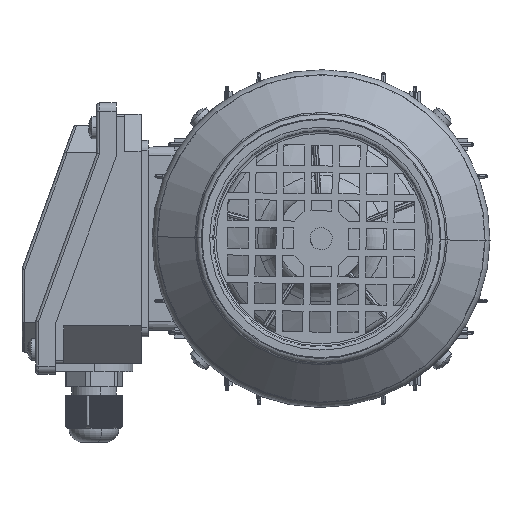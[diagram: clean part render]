
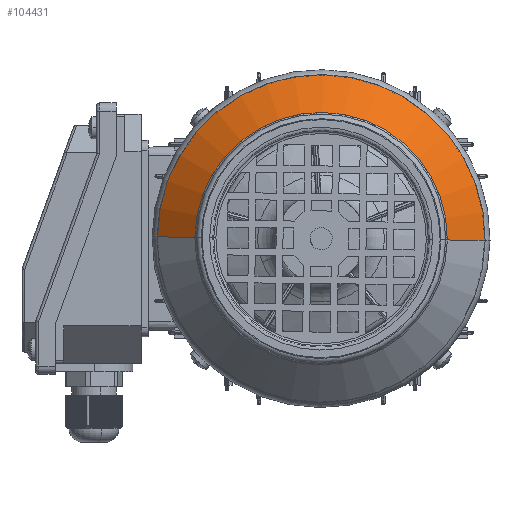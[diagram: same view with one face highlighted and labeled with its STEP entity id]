
A CAD part, left-side view. The second image highlights one B-rep face of the part: STEP entity #104431.
In plain terms, the highlighted conical face has half-angle 45 degrees and reference radius 59.243 mm.
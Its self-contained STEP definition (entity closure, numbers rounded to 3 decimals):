
#275 = VERTEX_POINT ( 'NONE', #97751 ) ;
#2063 = AXIS2_PLACEMENT_3D ( 'NONE', #36510, #24272, #12051 ) ;
#2643 = LINE ( 'NONE', #97562, #20443 ) ;
#3739 = EDGE_CURVE ( 'NONE', #275, #108417, #29791, .T. ) ;
#5383 = DIRECTION ( 'NONE',  ( -0.707, 0., -0.707 ) ) ;
#9019 = EDGE_CURVE ( 'NONE', #34036, #108417, #2643, .T. ) ;
#11161 = CARTESIAN_POINT ( 'NONE',  ( 45.757, 0., 0. ) ) ;
#12051 = DIRECTION ( 'NONE',  ( 0., 0., 1. ) ) ;
#12287 = CARTESIAN_POINT ( 'NONE',  ( 45.757, 0., 59.243 ) ) ;
#17576 = CARTESIAN_POINT ( 'NONE',  ( 45.757, 0., -59.243 ) ) ;
#20443 = VECTOR ( 'NONE', #85369, 1000. ) ;
#20835 = EDGE_CURVE ( 'NONE', #39374, #34036, #68571, .T. ) ;
#24272 = DIRECTION ( 'NONE',  ( -1., 0., 0. ) ) ;
#29791 = CIRCLE ( 'NONE', #31273, 59.243 ) ;
#29830 = LINE ( 'NONE', #17576, #116242 ) ;
#31273 = AXIS2_PLACEMENT_3D ( 'NONE', #11161, #118262, #106092 ) ;
#34036 = VERTEX_POINT ( 'NONE', #68706 ) ;
#34419 = ORIENTED_EDGE ( 'NONE', *, *, #3739, .F. ) ;
#36510 = CARTESIAN_POINT ( 'NONE',  ( 59.414, 0., 0. ) ) ;
#39164 = EDGE_CURVE ( 'NONE', #39374, #275, #29830, .T. ) ;
#39374 = VERTEX_POINT ( 'NONE', #98798 ) ;
#41710 = ORIENTED_EDGE ( 'NONE', *, *, #39164, .F. ) ;
#50510 = AXIS2_PLACEMENT_3D ( 'NONE', #101909, #89717, #77526 ) ;
#68571 = CIRCLE ( 'NONE', #2063, 45.586 ) ;
#68706 = CARTESIAN_POINT ( 'NONE',  ( 59.414, 0., 45.586 ) ) ;
#77526 = DIRECTION ( 'NONE',  ( 0., 0., 1. ) ) ;
#85369 = DIRECTION ( 'NONE',  ( -0.707, 0., 0.707 ) ) ;
#89366 = ORIENTED_EDGE ( 'NONE', *, *, #20835, .T. ) ;
#89717 = DIRECTION ( 'NONE',  ( -1., 0., 0. ) ) ;
#93433 = CONICAL_SURFACE ( 'NONE', #50510, 59.243, 0.785 ) ;
#93658 = FACE_OUTER_BOUND ( 'NONE', #93850, .T. ) ;
#93850 = EDGE_LOOP ( 'NONE', ( #41710, #89366, #105320, #34419 ) ) ;
#97562 = CARTESIAN_POINT ( 'NONE',  ( 45.757, 0., 59.243 ) ) ;
#97751 = CARTESIAN_POINT ( 'NONE',  ( 45.757, 0., -59.243 ) ) ;
#98798 = CARTESIAN_POINT ( 'NONE',  ( 59.414, 0., -45.586 ) ) ;
#101909 = CARTESIAN_POINT ( 'NONE',  ( 45.757, 0., 0. ) ) ;
#104431 = ADVANCED_FACE ( 'NONE', ( #93658 ), #93433, .T. ) ;
#105320 = ORIENTED_EDGE ( 'NONE', *, *, #9019, .T. ) ;
#106092 = DIRECTION ( 'NONE',  ( 0., 0., 1. ) ) ;
#108417 = VERTEX_POINT ( 'NONE', #12287 ) ;
#116242 = VECTOR ( 'NONE', #5383, 1000. ) ;
#118262 = DIRECTION ( 'NONE',  ( -1., 0., 0. ) ) ;
